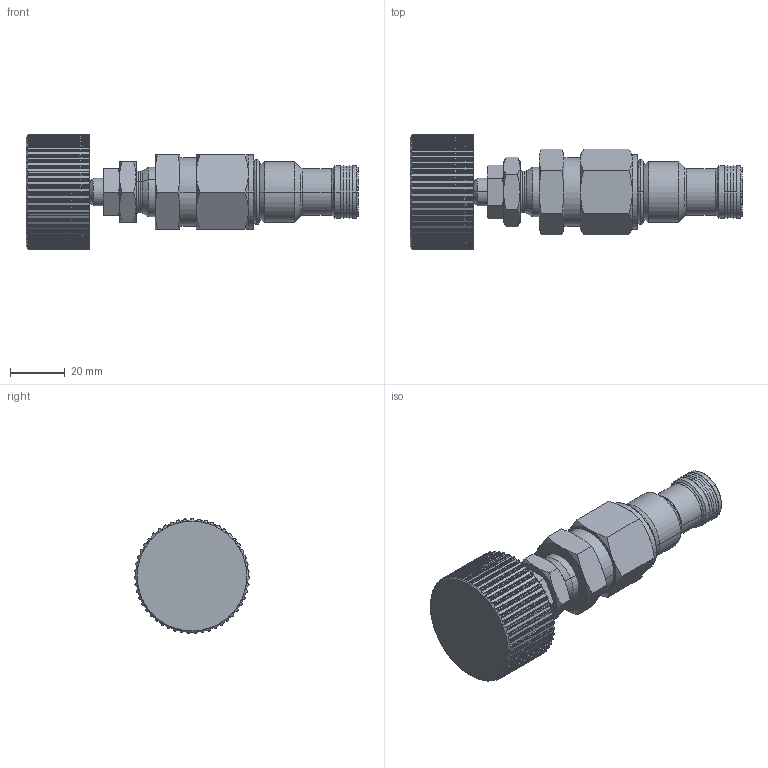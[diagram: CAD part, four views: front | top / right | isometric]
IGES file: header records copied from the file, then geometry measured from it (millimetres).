
Start section: SolidWorks IGES file using analytic representation for surfaces
Global section: file name: 508.022B_Kunde.IGS; native system: SolidWorks 2016; preprocessor: SolidWorks 2016; author: hinz; date: 170315.134619; units: millimetre
Bounding box: 121 x 41.99 x 41.97 mm (x, y, z)
Surface area: 23899.8 mm2 (no closed solid volume)
Topology: 0 solids, 0 shells, 763 faces, 6323 edges, 6318 vertices
Faces by surface type: revolution 495, bspline 268
